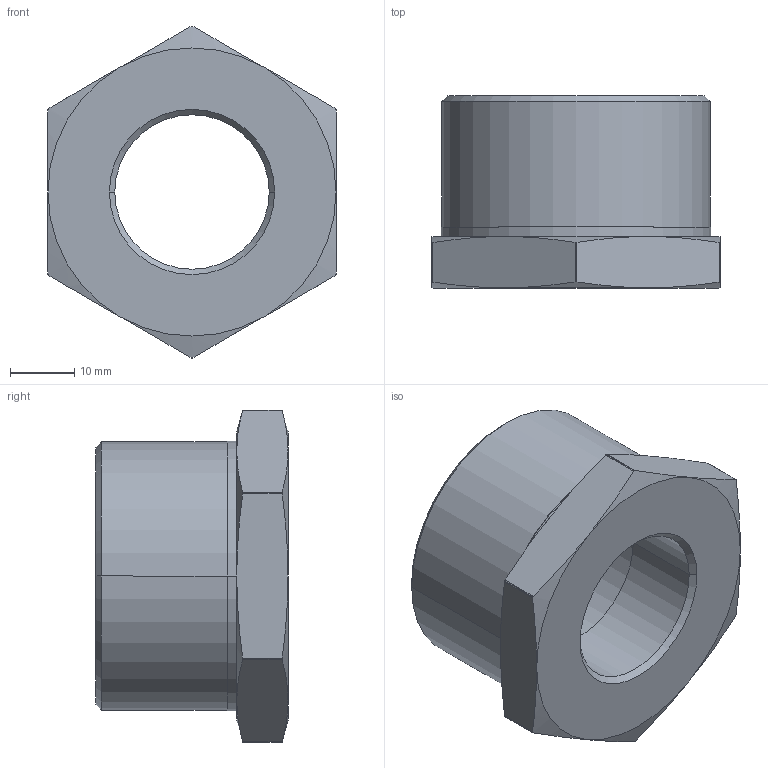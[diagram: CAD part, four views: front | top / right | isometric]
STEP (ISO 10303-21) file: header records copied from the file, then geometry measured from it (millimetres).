
FILE_DESCRIPTION (( 'STEP AP214' ), '1' );
FILE_NAME ('heco_RS-114-034-I.STEP', '2017-05-17T10:16:36', ( '' ), ( '' ), 'SwSTEP 2.0', 'SolidWorks 2016', '' );
FILE_SCHEMA (( 'AUTOMOTIVE_DESIGN' ));
Length unit declared in the file: millimetre
Products named in the file (1): heco_RS-114-034-I
Bounding box: 45 x 30 x 51.87 mm (x, y, z)
Volume: 28692 mm3; surface area: 8951.4 mm2
Topology: 1 solids, 1 shells, 234 faces, 601 edges, 394 vertices
Faces by surface type: plane 116, bspline 78, cylinder 20, cone 20
Entity records: 13017 total; most frequent: CARTESIAN_POINT 5956, ORIENTED_EDGE 1202, DIRECTION 747, EDGE_CURVE 601, VERTEX_POINT 394, VECTOR 361, LINE 361, EDGE_LOOP 261
